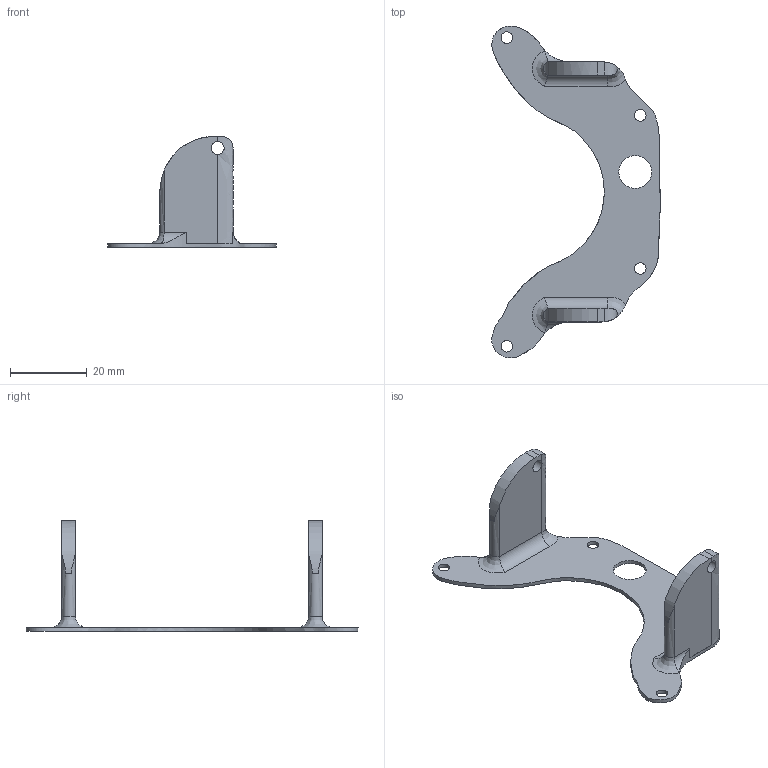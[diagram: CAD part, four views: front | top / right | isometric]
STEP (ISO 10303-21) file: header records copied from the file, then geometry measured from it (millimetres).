
FILE_DESCRIPTION(/* description */ ('STEP AP242','CAx-IF Rec.Pracs.---Representation and Presentation of Product Manufacturing Information (PMI)---4.0---2014-10-13','CAx-IF Rec.Pracs.---3D Tessellated Geometry---0.4---2014-09-14','2;1'),/* implementation_level */ '2;1');
FILE_NAME(/* name */ '67fbf7f61d75a9578d27e26a',/* time_stamp */ '2025-04-13T17:44:23Z',/* author */ (''),/* organization */ (''),/* preprocessor_version */ 'ST-DEVELOPER v20',/* originating_system */ 'ONSHAPE BY PTC INC, 1.196',/* authorisation */ ' ');
FILE_SCHEMA (('AP242_MANAGED_MODEL_BASED_3D_ENGINEERING_MIM_LF { 1 0 10303 442 1 1 4 }'));
Length unit declared in the file: metre
Products named in the file (1): Part 2
Bounding box: 44.03 x 86.77 x 29 mm (x, y, z)
Volume: 5916.9 mm3; surface area: 5910.2 mm2
Topology: 1 solids, 1 shells, 47 faces, 130 edges, 81 vertices
Faces by surface type: plane 23, bspline 13, cylinder 11
Full cylindrical faces by diameter (mm): 3.05 x4, 3.375 x2, 8.6 x1
Entity records: 3825 total; most frequent: CARTESIAN_POINT 2798, ORIENTED_EDGE 238, DIRECTION 138, EDGE_CURVE 119, VERTEX_POINT 78, B_SPLINE_CURVE_WITH_KNOTS 65, EDGE_LOOP 65, FACE_BOUND 65
